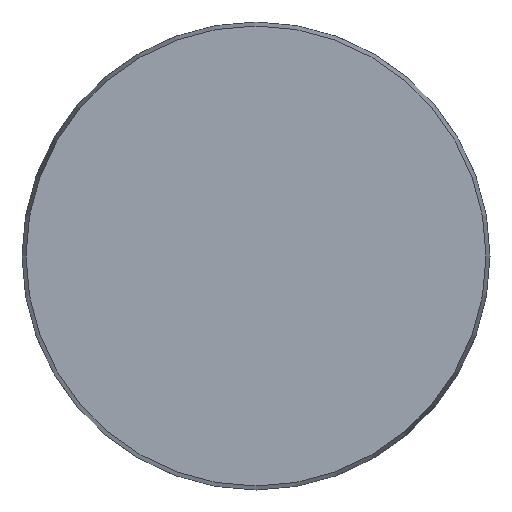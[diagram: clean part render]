
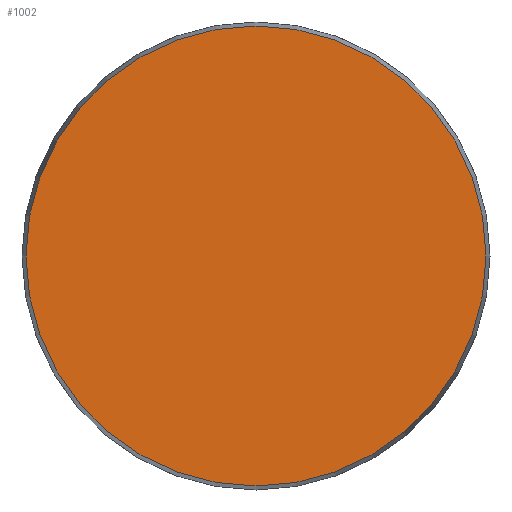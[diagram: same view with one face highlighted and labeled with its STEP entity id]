
A CAD part, front view. The second image highlights one B-rep face of the part: STEP entity #1002.
In plain terms, the highlighted planar face has unit normal (0, -1, 0).
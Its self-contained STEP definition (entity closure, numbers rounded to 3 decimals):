
#60 = CIRCLE ( 'NONE', #202, 49.143 ) ;
#143 = CIRCLE ( 'NONE', #279, 49.143 ) ;
#198 = DIRECTION ( 'NONE',  ( 0., 1., 0. ) ) ;
#202 = AXIS2_PLACEMENT_3D ( 'NONE', #986, #504, #578 ) ;
#222 = ORIENTED_EDGE ( 'NONE', *, *, #272, .T. ) ;
#246 = EDGE_LOOP ( 'NONE', ( #222, #444 ) ) ;
#260 = CARTESIAN_POINT ( 'NONE',  ( -49.143, 0., 0. ) ) ;
#261 = DIRECTION ( 'NONE',  ( 0., -1., 0. ) ) ;
#272 = EDGE_CURVE ( 'NONE', #363, #826, #143, .T. ) ;
#279 = AXIS2_PLACEMENT_3D ( 'NONE', #816, #261, #888 ) ;
#309 = CARTESIAN_POINT ( 'NONE',  ( 0., 0., 49.143 ) ) ;
#334 = FACE_OUTER_BOUND ( 'NONE', #246, .T. ) ;
#344 = DIRECTION ( 'NONE',  ( 0., 0., 1. ) ) ;
#363 = VERTEX_POINT ( 'NONE', #309 ) ;
#411 = PLANE ( 'NONE',  #654 ) ;
#444 = ORIENTED_EDGE ( 'NONE', *, *, #1017, .T. ) ;
#504 = DIRECTION ( 'NONE',  ( 0., -1., 0. ) ) ;
#578 = DIRECTION ( 'NONE',  ( 0., 0., -1. ) ) ;
#654 = AXIS2_PLACEMENT_3D ( 'NONE', #260, #198, #344 ) ;
#816 = CARTESIAN_POINT ( 'NONE',  ( 0., 0., 0. ) ) ;
#826 = VERTEX_POINT ( 'NONE', #868 ) ;
#868 = CARTESIAN_POINT ( 'NONE',  ( 0., 0., -49.143 ) ) ;
#888 = DIRECTION ( 'NONE',  ( 0., 0., -1. ) ) ;
#986 = CARTESIAN_POINT ( 'NONE',  ( 0., 0., 0. ) ) ;
#1002 = ADVANCED_FACE ( 'NONE', ( #334 ), #411, .F. ) ;
#1017 = EDGE_CURVE ( 'NONE', #826, #363, #60, .T. ) ;
